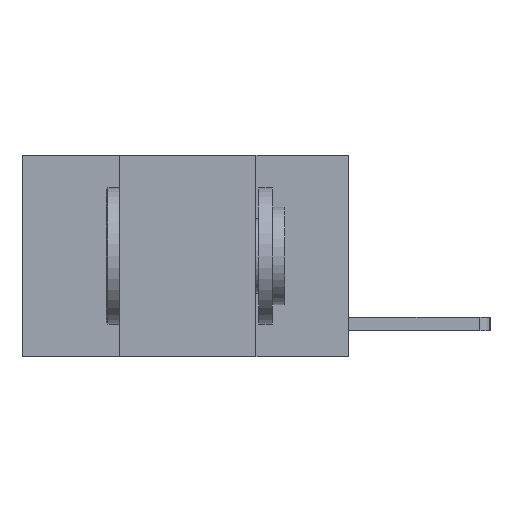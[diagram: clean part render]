
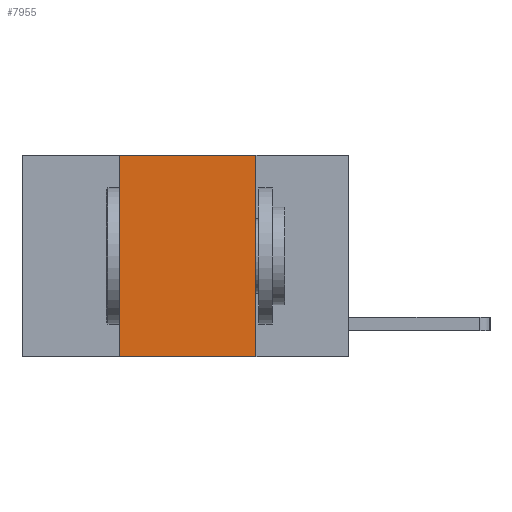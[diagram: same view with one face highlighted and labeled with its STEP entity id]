
A CAD part, left-side view. The second image highlights one B-rep face of the part: STEP entity #7955.
In plain terms, the highlighted planar face has unit normal (-1, 0, 0).
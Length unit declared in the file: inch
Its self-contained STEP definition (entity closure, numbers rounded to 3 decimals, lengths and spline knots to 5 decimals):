
#66 = DIRECTION ( 'NONE',  ( 0., 0., -1. ) ) ;
#138 = CARTESIAN_POINT ( 'NONE',  ( 0., 0.17, 0. ) ) ;
#196 = PLANE ( 'NONE',  #6558 ) ;
#332 = LINE ( 'NONE', #5664, #8370 ) ;
#373 = CARTESIAN_POINT ( 'NONE',  ( 0., 0.17, 0. ) ) ;
#421 = EDGE_CURVE ( 'NONE', #800, #670, #5228, .T. ) ;
#465 = LINE ( 'NONE', #9703, #9338 ) ;
#670 = VERTEX_POINT ( 'NONE', #7446 ) ;
#800 = VERTEX_POINT ( 'NONE', #4211 ) ;
#886 = EDGE_CURVE ( 'NONE', #3796, #8034, #8762, .T. ) ;
#1057 = CARTESIAN_POINT ( 'NONE',  ( 0., 0.6, 0. ) ) ;
#1099 = DIRECTION ( 'NONE',  ( 0., -1., 0. ) ) ;
#1420 = ORIENTED_EDGE ( 'NONE', *, *, #7328, .F. ) ;
#1888 = DIRECTION ( 'NONE',  ( 0., 0., 1. ) ) ;
#2029 = CARTESIAN_POINT ( 'NONE',  ( 0., 0.42, 0. ) ) ;
#2578 = FACE_OUTER_BOUND ( 'NONE', #5639, .T. ) ;
#2735 = ORIENTED_EDGE ( 'NONE', *, *, #421, .F. ) ;
#2885 = ORIENTED_EDGE ( 'NONE', *, *, #886, .F. ) ;
#3379 = DIRECTION ( 'NONE',  ( 0., 0., -1. ) ) ;
#3796 = VERTEX_POINT ( 'NONE', #138 ) ;
#4211 = CARTESIAN_POINT ( 'NONE',  ( 0., 0.42, -0.37 ) ) ;
#4989 = CARTESIAN_POINT ( 'NONE',  ( 0., 0.17, -0.37 ) ) ;
#5228 = LINE ( 'NONE', #2029, #8754 ) ;
#5639 = EDGE_LOOP ( 'NONE', ( #2885, #1420, #2735, #6799 ) ) ;
#5664 = CARTESIAN_POINT ( 'NONE',  ( 0., 0.6, 0. ) ) ;
#6558 = AXIS2_PLACEMENT_3D ( 'NONE', #1057, #7810, #3379 ) ;
#6784 = EDGE_CURVE ( 'NONE', #800, #8034, #465, .T. ) ;
#6799 = ORIENTED_EDGE ( 'NONE', *, *, #6784, .T. ) ;
#7328 = EDGE_CURVE ( 'NONE', #670, #3796, #332, .T. ) ;
#7446 = CARTESIAN_POINT ( 'NONE',  ( 0., 0.42, 0. ) ) ;
#7460 = DIRECTION ( 'NONE',  ( 0., -1., 0. ) ) ;
#7810 = DIRECTION ( 'NONE',  ( 1., 0., 0. ) ) ;
#7955 = ADVANCED_FACE ( 'NONE', ( #2578 ), #196, .F. ) ;
#8034 = VERTEX_POINT ( 'NONE', #4989 ) ;
#8370 = VECTOR ( 'NONE', #1099, 39.37008 ) ;
#8682 = VECTOR ( 'NONE', #66, 39.37008 ) ;
#8754 = VECTOR ( 'NONE', #1888, 39.37008 ) ;
#8762 = LINE ( 'NONE', #373, #8682 ) ;
#9338 = VECTOR ( 'NONE', #7460, 39.37008 ) ;
#9703 = CARTESIAN_POINT ( 'NONE',  ( 0., 0.6, -0.37 ) ) ;
